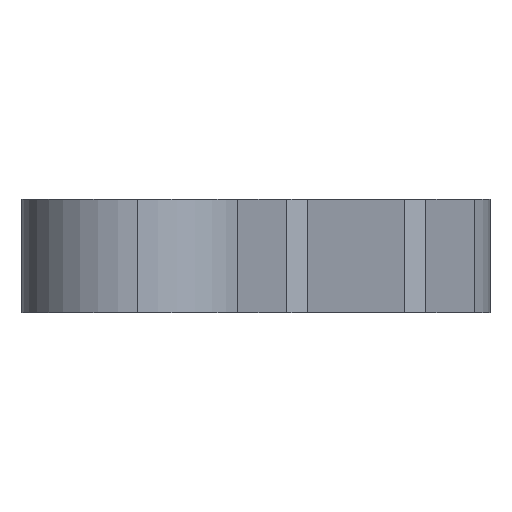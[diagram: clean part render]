
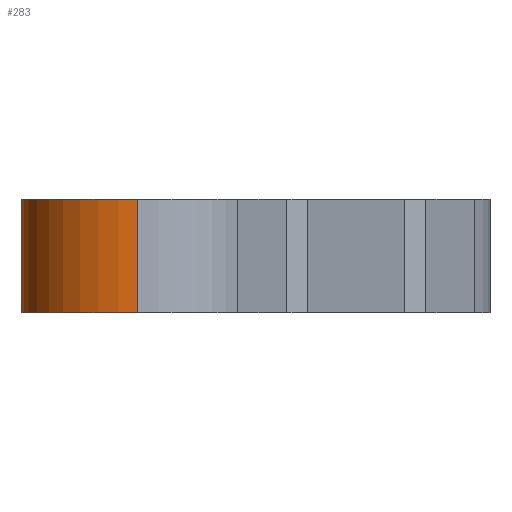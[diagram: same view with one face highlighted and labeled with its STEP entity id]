
A CAD part, left-side view. The second image highlights one B-rep face of the part: STEP entity #283.
In plain terms, the highlighted cylindrical face has radius 6.2 mm (diameter 12.4 mm), a partial arc.
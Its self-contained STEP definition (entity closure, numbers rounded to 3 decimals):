
#150 = DIRECTION ( 'NONE',  ( 0., 0., -1. ) ) ;
#283 = ADVANCED_FACE ( 'NONE', ( #1321 ), #1297, .T. ) ;
#1112 = CARTESIAN_POINT ( 'NONE',  ( -18.897, 18.069, -3.05 ) ) ;
#1167 = CARTESIAN_POINT ( 'NONE',  ( -18.897, 18.069, 67.901 ) ) ;
#1262 = DIRECTION ( 'NONE',  ( 1., 0., 0. ) ) ;
#1287 = DIRECTION ( 'NONE',  ( 0., 0., -1. ) ) ;
#1297 = CYLINDRICAL_SURFACE ( 'NONE', #4982, 6.2 ) ;
#1314 = CARTESIAN_POINT ( 'NONE',  ( -21.997, 12.7, -3.05 ) ) ;
#1321 = FACE_OUTER_BOUND ( 'NONE', #5499, .T. ) ;
#2241 = VERTEX_POINT ( 'NONE', #2336 ) ;
#2336 = CARTESIAN_POINT ( 'NONE',  ( -18.897, 18.069, 3.05 ) ) ;
#2412 = AXIS2_PLACEMENT_3D ( 'NONE', #5702, #5673, #5639 ) ;
#2640 = VERTEX_POINT ( 'NONE', #6602 ) ;
#2713 = AXIS2_PLACEMENT_3D ( 'NONE', #1314, #1287, #1262 ) ;
#3203 = VECTOR ( 'NONE', #6901, 1000. ) ;
#3699 = LINE ( 'NONE', #6982, #3203 ) ;
#3747 = DIRECTION ( 'NONE',  ( 0., 0., -1. ) ) ;
#3792 = CARTESIAN_POINT ( 'NONE',  ( -28.197, 12.7, -3.05 ) ) ;
#4244 = ORIENTED_EDGE ( 'NONE', *, *, #5270, .F. ) ;
#4253 = VERTEX_POINT ( 'NONE', #3792 ) ;
#4283 = ORIENTED_EDGE ( 'NONE', *, *, #7011, .F. ) ;
#4338 = ORIENTED_EDGE ( 'NONE', *, *, #7279, .T. ) ;
#4358 = ORIENTED_EDGE ( 'NONE', *, *, #6652, .F. ) ;
#4982 = AXIS2_PLACEMENT_3D ( 'NONE', #6625, #150, #8057 ) ;
#5270 = EDGE_CURVE ( 'NONE', #2640, #4253, #3699, .T. ) ;
#5499 = EDGE_LOOP ( 'NONE', ( #4244, #4283, #4338, #4358 ) ) ;
#5639 = DIRECTION ( 'NONE',  ( 1., 0., 0. ) ) ;
#5673 = DIRECTION ( 'NONE',  ( 0., 0., 1. ) ) ;
#5702 = CARTESIAN_POINT ( 'NONE',  ( -21.997, 12.7, 3.05 ) ) ;
#6105 = VERTEX_POINT ( 'NONE', #1112 ) ;
#6602 = CARTESIAN_POINT ( 'NONE',  ( -28.197, 12.7, 3.05 ) ) ;
#6625 = CARTESIAN_POINT ( 'NONE',  ( -21.997, 12.7, 67.901 ) ) ;
#6652 = EDGE_CURVE ( 'NONE', #4253, #6105, #8514, .T. ) ;
#6901 = DIRECTION ( 'NONE',  ( 0., 0., -1. ) ) ;
#6982 = CARTESIAN_POINT ( 'NONE',  ( -28.197, 12.7, 67.901 ) ) ;
#7011 = EDGE_CURVE ( 'NONE', #2241, #2640, #8211, .T. ) ;
#7279 = EDGE_CURVE ( 'NONE', #2241, #6105, #7390, .T. ) ;
#7374 = VECTOR ( 'NONE', #3747, 1000. ) ;
#7390 = LINE ( 'NONE', #1167, #7374 ) ;
#8057 = DIRECTION ( 'NONE',  ( -1., 0., 0. ) ) ;
#8211 = CIRCLE ( 'NONE', #2412, 6.2 ) ;
#8514 = CIRCLE ( 'NONE', #2713, 6.2 ) ;
